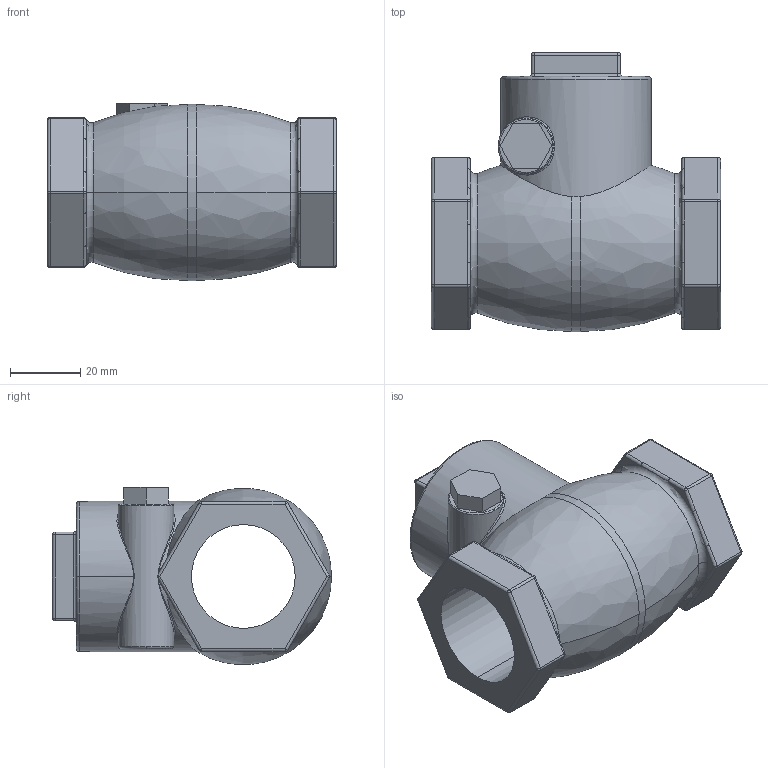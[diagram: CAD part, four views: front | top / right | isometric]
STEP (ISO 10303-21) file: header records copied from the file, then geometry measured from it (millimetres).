
FILE_DESCRIPTION((''),'2;1');
FILE_NAME('779059_CHECK_VLV','2012-07-12T',('cknei'),(''),'PRO/ENGINEER BY PARAMETRIC TECHNOLOGY CORPORATION, 2011180','PRO/ENGINEER BY PARAMETRIC TECHNOLOGY CORPORATION, 2011180','');
FILE_SCHEMA(('CONFIG_CONTROL_DESIGN'));
Length unit declared in the file: inch
Products named in the file (1): 779059_CHECK_VLV
Bounding box: 82.55 x 79.67 x 50.54 mm (x, y, z)
Volume: 126385.6 mm3; surface area: 27143.5 mm2
Topology: 1 solids, 1 shells, 173 faces, 375 edges, 206 vertices
Faces by surface type: cylinder 66, plane 41, sphere 28, bspline 24, torus 14
Entity records: 6789 total; most frequent: CARTESIAN_POINT 3068, DIRECTION 813, ORIENTED_EDGE 750, EDGE_CURVE 375, AXIS2_PLACEMENT_3D 335, VERTEX_POINT 206, CIRCLE 186, EDGE_LOOP 177
